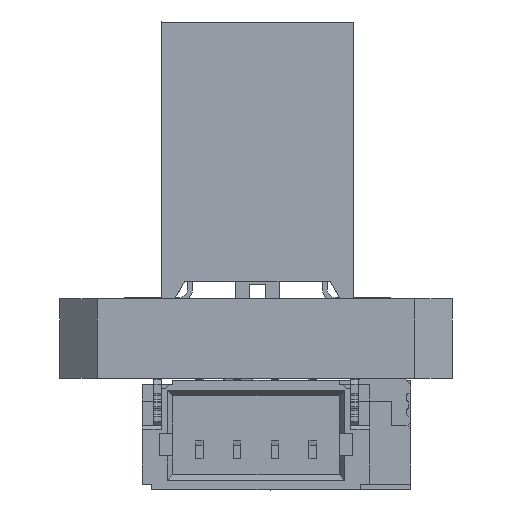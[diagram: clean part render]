
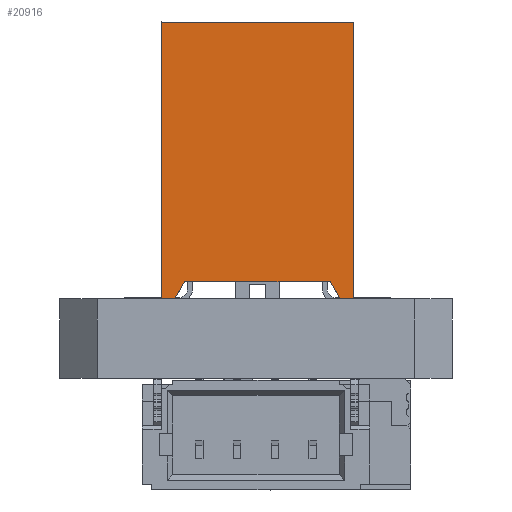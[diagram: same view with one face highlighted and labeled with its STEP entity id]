
A CAD part, front view. The second image highlights one B-rep face of the part: STEP entity #20916.
In plain terms, the highlighted face is planar.
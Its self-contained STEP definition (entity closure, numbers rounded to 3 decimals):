
#16931 = VERTEX_POINT('',#16932);
#16932 = CARTESIAN_POINT('',(-16.51,0.,2.54));
#16938 = EDGE_CURVE('',#16939,#16931,#16941,.T.);
#16939 = VERTEX_POINT('',#16940);
#16940 = CARTESIAN_POINT('',(-16.51,0.,2.184));
#16941 = LINE('',#16942,#16943);
#16942 = CARTESIAN_POINT('',(-16.51,0.,-2.54));
#16943 = VECTOR('',#16944,1.);
#16944 = DIRECTION('',(0.,0.,1.));
#17491 = VERTEX_POINT('',#17492);
#17492 = CARTESIAN_POINT('',(-16.51,0.,-2.184));
#17498 = EDGE_CURVE('',#17499,#17491,#17501,.T.);
#17499 = VERTEX_POINT('',#17500);
#17500 = CARTESIAN_POINT('',(-16.51,0.,-2.54));
#17501 = LINE('',#17502,#17503);
#17502 = CARTESIAN_POINT('',(-16.51,0.,-2.54));
#17503 = VECTOR('',#17504,1.);
#17504 = DIRECTION('',(0.,0.,1.));
#18235 = EDGE_CURVE('',#18236,#17499,#18238,.T.);
#18236 = VERTEX_POINT('',#18237);
#18237 = CARTESIAN_POINT('',(-16.51,7.315,-2.54));
#18238 = LINE('',#18239,#18240);
#18239 = CARTESIAN_POINT('',(-16.51,7.315,-2.54));
#18240 = VECTOR('',#18241,1.);
#18241 = DIRECTION('',(0.,-1.,0.));
#18284 = VERTEX_POINT('',#18285);
#18285 = CARTESIAN_POINT('',(-16.51,7.315,2.54));
#18291 = EDGE_CURVE('',#18284,#16931,#18292,.T.);
#18292 = LINE('',#18293,#18294);
#18293 = CARTESIAN_POINT('',(-16.51,7.315,2.54));
#18294 = VECTOR('',#18295,1.);
#18295 = DIRECTION('',(0.,-1.,0.));
#19938 = VERTEX_POINT('',#19939);
#19939 = CARTESIAN_POINT('',(-16.51,0.457,1.92));
#19952 = EDGE_CURVE('',#16939,#19938,#19953,.T.);
#19953 = LINE('',#19954,#19955);
#19954 = CARTESIAN_POINT('',(-16.51,7.532,-2.164));
#19955 = VECTOR('',#19956,1.);
#19956 = DIRECTION('',(0.,0.866,-0.5));
#20899 = VERTEX_POINT('',#20900);
#20900 = CARTESIAN_POINT('',(-16.51,0.457,-1.92));
#20906 = EDGE_CURVE('',#20899,#17491,#20907,.T.);
#20907 = LINE('',#20908,#20909);
#20908 = CARTESIAN_POINT('',(-16.51,5.332,0.894));
#20909 = VECTOR('',#20910,1.);
#20910 = DIRECTION('',(0.,-0.866,-0.5));
#20916 = ADVANCED_FACE('',(#20917),#20937,.F.);
#20917 = FACE_BOUND('',#20918,.T.);
#20918 = EDGE_LOOP('',(#20919,#20920,#20921,#20922,#20928,#20929,#20930,
    #20931));
#20919 = ORIENTED_EDGE('',*,*,#19952,.F.);
#20920 = ORIENTED_EDGE('',*,*,#16938,.T.);
#20921 = ORIENTED_EDGE('',*,*,#18291,.F.);
#20922 = ORIENTED_EDGE('',*,*,#20923,.F.);
#20923 = EDGE_CURVE('',#18236,#18284,#20924,.T.);
#20924 = LINE('',#20925,#20926);
#20925 = CARTESIAN_POINT('',(-16.51,7.315,-2.54));
#20926 = VECTOR('',#20927,1.);
#20927 = DIRECTION('',(0.,0.,1.));
#20928 = ORIENTED_EDGE('',*,*,#18235,.T.);
#20929 = ORIENTED_EDGE('',*,*,#17498,.T.);
#20930 = ORIENTED_EDGE('',*,*,#20906,.F.);
#20931 = ORIENTED_EDGE('',*,*,#20932,.F.);
#20932 = EDGE_CURVE('',#19938,#20899,#20933,.T.);
#20933 = LINE('',#20934,#20935);
#20934 = CARTESIAN_POINT('',(-16.51,0.457,-2.54));
#20935 = VECTOR('',#20936,1.);
#20936 = DIRECTION('',(0.,0.,-1.));
#20937 = PLANE('',#20938);
#20938 = AXIS2_PLACEMENT_3D('',#20939,#20940,#20941);
#20939 = CARTESIAN_POINT('',(-16.51,7.315,-2.54));
#20940 = DIRECTION('',(1.,0.,0.));
#20941 = DIRECTION('',(0.,0.,-1.));
